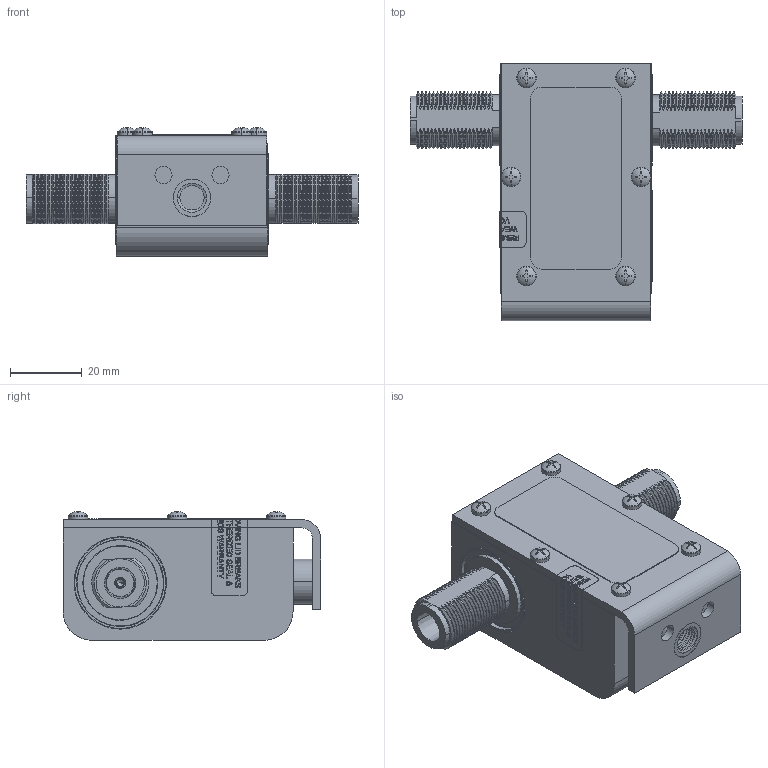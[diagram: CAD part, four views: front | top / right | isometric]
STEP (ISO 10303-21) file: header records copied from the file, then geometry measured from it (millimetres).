
FILE_DESCRIPTION (( 'STEP AP214' ), '1' );
FILE_NAME ('DGXZ+06NFNF-A.STEP', '2018-09-05T15:46:40', ( '' ), ( '' ), 'SwSTEP 2.0', 'SolidWorks 2017', '' );
FILE_SCHEMA (( 'AUTOMOTIVE_DESIGN' ));
Length unit declared in the file: inch
Products named in the file (33): 3003-0040; 2003-1052; 2003-3215_BLK; 4001-0016; 3001-0013-08; DGXZ+06NFNF-A; 7020-1394; 1081-0251-05; 5330-0198-01; 4006-0023_9040-0294; 7040-0062; 4001-0008; 7040-0079; 5410-0260-01; 4006-0023_9040-0294 R; 5220-0007; 4007-0254; 9020-0055; 3002-0005; 4034-0133; 1101-0211-03; 4033-0125; 4003-0028 3rd config; 2011-1306; 9040-0294; 2300-3501; 9040-0295; 1103-0002; 9040-0293_In 9040-0294; 4007-0232; 9090-1804; 1708-1211; 7020-2798
Assembly tree (41 placements, depth 5):
  DGXZ+06NFNF-A
    9090-1804
      1101-0211-03  x2
      1103-0002  x2
      2011-1306  x2
      7040-0062
      9040-0294
        9040-0293_In 9040-0294
          5410-0260-01
          2300-3501
          4003-0028 3rd config
          3003-0040
          3001-0013-08
          4034-0133
          4001-0008
          3002-0005
        4006-0023_9040-0294 R
        4006-0023_9040-0294
      9040-0295
        4001-0016
        4033-0125  x2
      4007-0254
      4007-0232
      5330-0198-01
    7040-0079
    9020-0055
      5220-0007
      1708-1211
    1081-0251-05  x6
    2003-3215_BLK
    7020-1394
    7020-2798
    2003-1052
Bounding box: 92.66 x 71.88 x 36.03 mm (x, y, z)
Volume: 70431.4 mm3; surface area: 49802.3 mm2
Topology: 36 solids, 38 shells, 3271 faces, 8147 edges, 5076 vertices
Faces by surface type: plane 1077, cylinder 946, cone 690, bspline 306, torus 248, sphere 4
Entity records: 88939 total; most frequent: CARTESIAN_POINT 27029, ORIENTED_EDGE 11580, DIRECTION 10765, EDGE_CURVE 5790, AXIS2_PLACEMENT_3D 3750, VERTEX_POINT 3696, LINE 3265, VECTOR 3265
